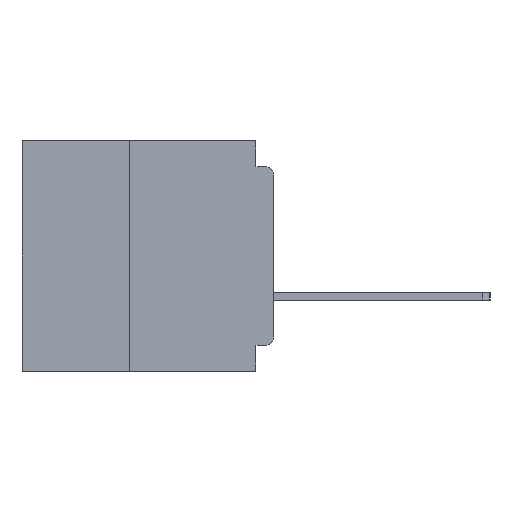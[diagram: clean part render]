
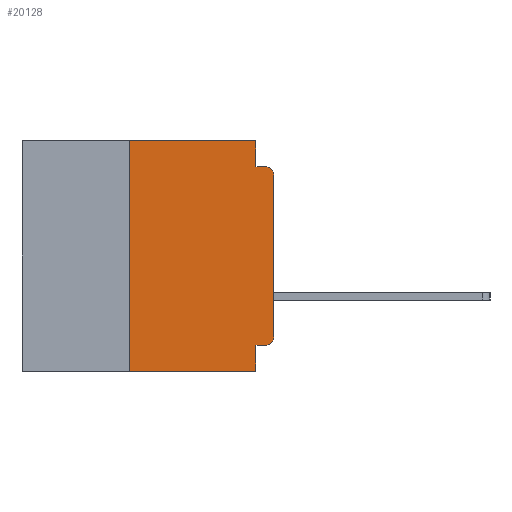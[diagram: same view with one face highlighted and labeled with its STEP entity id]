
A CAD part, left-side view. The second image highlights one B-rep face of the part: STEP entity #20128.
In plain terms, the highlighted planar face has unit normal (-1, 0, 0).
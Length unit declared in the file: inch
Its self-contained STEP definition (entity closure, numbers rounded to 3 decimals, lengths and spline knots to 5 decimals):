
#105 = CARTESIAN_POINT ( 'NONE',  ( 0., 0., 0. ) ) ;
#352 = FACE_OUTER_BOUND ( 'NONE', #16606, .T. ) ;
#453 = DIRECTION ( 'NONE',  ( 1., 0., 0. ) ) ;
#1140 = AXIS2_PLACEMENT_3D ( 'NONE', #28719, #2899, #33045 ) ;
#1624 = VERTEX_POINT ( 'NONE', #11213 ) ;
#2685 = LINE ( 'NONE', #29321, #35730 ) ;
#2817 = CARTESIAN_POINT ( 'NONE',  ( 0., 0.25, -0.4 ) ) ;
#2899 = DIRECTION ( 'NONE',  ( -1., 0., 0. ) ) ;
#2967 = LINE ( 'NONE', #43968, #24546 ) ;
#4555 = ORIENTED_EDGE ( 'NONE', *, *, #40971, .F. ) ;
#4750 = VECTOR ( 'NONE', #54008, 39.37008 ) ;
#6153 = CARTESIAN_POINT ( 'NONE',  ( 0., 0.437, 0. ) ) ;
#6677 = AXIS2_PLACEMENT_3D ( 'NONE', #26294, #453, #30624 ) ;
#8167 = CARTESIAN_POINT ( 'NONE',  ( 0., 0.015, -0.045 ) ) ;
#9151 = VERTEX_POINT ( 'NONE', #40894 ) ;
#10716 = EDGE_CURVE ( 'NONE', #46272, #12153, #20224, .T. ) ;
#10886 = ORIENTED_EDGE ( 'NONE', *, *, #11216, .T. ) ;
#11213 = CARTESIAN_POINT ( 'NONE',  ( 0., 0., -0.06 ) ) ;
#11216 = EDGE_CURVE ( 'NONE', #46272, #42925, #2685, .T. ) ;
#11232 = ORIENTED_EDGE ( 'NONE', *, *, #36895, .F. ) ;
#11624 = CARTESIAN_POINT ( 'NONE',  ( 0., 0., -0.355 ) ) ;
#12153 = VERTEX_POINT ( 'NONE', #28074 ) ;
#12657 = CARTESIAN_POINT ( 'NONE',  ( 0., 0.25, -0.4 ) ) ;
#13906 = LINE ( 'NONE', #6153, #26696 ) ;
#15097 = CARTESIAN_POINT ( 'NONE',  ( 0., 0.015, -0.355 ) ) ;
#15690 = LINE ( 'NONE', #38606, #25786 ) ;
#16606 = EDGE_LOOP ( 'NONE', ( #49564, #32591, #11232, #28332, #17830, #22632, #10886, #4555, #26325, #42636 ) ) ;
#17437 = CARTESIAN_POINT ( 'NONE',  ( 0., 0.031, -0.355 ) ) ;
#17830 = ORIENTED_EDGE ( 'NONE', *, *, #44009, .F. ) ;
#18563 = CARTESIAN_POINT ( 'NONE',  ( 0., 0.015, -0.06 ) ) ;
#19159 = DIRECTION ( 'NONE',  ( 0., -1., 0. ) ) ;
#20128 = ADVANCED_FACE ( 'NONE', ( #352 ), #34752, .F. ) ;
#20224 = LINE ( 'NONE', #12657, #39126 ) ;
#22097 = AXIS2_PLACEMENT_3D ( 'NONE', #18563, #48637, #22871 ) ;
#22632 = ORIENTED_EDGE ( 'NONE', *, *, #10716, .F. ) ;
#22871 = DIRECTION ( 'NONE',  ( 0., 0., -1. ) ) ;
#24007 = CARTESIAN_POINT ( 'NONE',  ( 0., 0.031, -0.4 ) ) ;
#24546 = VECTOR ( 'NONE', #35448, 39.37008 ) ;
#24963 = DIRECTION ( 'NONE',  ( 0., -1., 0. ) ) ;
#25786 = VECTOR ( 'NONE', #55757, 39.37008 ) ;
#25956 = EDGE_CURVE ( 'NONE', #27063, #55430, #49404, .T. ) ;
#26294 = CARTESIAN_POINT ( 'NONE',  ( 0., 0.437, 0. ) ) ;
#26310 = CIRCLE ( 'NONE', #1140, 0.015 ) ;
#26325 = ORIENTED_EDGE ( 'NONE', *, *, #25956, .F. ) ;
#26696 = VECTOR ( 'NONE', #19159, 39.37008 ) ;
#27063 = VERTEX_POINT ( 'NONE', #15097 ) ;
#27422 = CARTESIAN_POINT ( 'NONE',  ( 0., 0., -0.34 ) ) ;
#27644 = LINE ( 'NONE', #24007, #4750 ) ;
#28074 = CARTESIAN_POINT ( 'NONE',  ( 0., 0.25, 0. ) ) ;
#28266 = CARTESIAN_POINT ( 'NONE',  ( 0., 0.031, -0.4 ) ) ;
#28332 = ORIENTED_EDGE ( 'NONE', *, *, #54754, .F. ) ;
#28719 = CARTESIAN_POINT ( 'NONE',  ( 0., 0.015, -0.34 ) ) ;
#29321 = CARTESIAN_POINT ( 'NONE',  ( 0., 0.437, -0.4 ) ) ;
#30624 = DIRECTION ( 'NONE',  ( 0., 0., -1. ) ) ;
#32591 = ORIENTED_EDGE ( 'NONE', *, *, #48202, .T. ) ;
#33045 = DIRECTION ( 'NONE',  ( 0., 0., -1. ) ) ;
#33254 = DIRECTION ( 'NONE',  ( 0., 1., 0. ) ) ;
#34287 = DIRECTION ( 'NONE',  ( 0., 0., 1. ) ) ;
#34752 = PLANE ( 'NONE',  #6677 ) ;
#35448 = DIRECTION ( 'NONE',  ( 0., -1., 0. ) ) ;
#35730 = VECTOR ( 'NONE', #24963, 39.37008 ) ;
#36121 = CIRCLE ( 'NONE', #22097, 0.015 ) ;
#36895 = EDGE_CURVE ( 'NONE', #9151, #45873, #2967, .T. ) ;
#38016 = VECTOR ( 'NONE', #33254, 39.37008 ) ;
#38606 = CARTESIAN_POINT ( 'NONE',  ( 0., 0.031, 0. ) ) ;
#39126 = VECTOR ( 'NONE', #34287, 39.37008 ) ;
#40894 = CARTESIAN_POINT ( 'NONE',  ( 0., 0.031, -0.045 ) ) ;
#40971 = EDGE_CURVE ( 'NONE', #55430, #42925, #27644, .T. ) ;
#41003 = EDGE_CURVE ( 'NONE', #27063, #42218, #26310, .T. ) ;
#41007 = VECTOR ( 'NONE', #43100, 39.37008 ) ;
#42218 = VERTEX_POINT ( 'NONE', #27422 ) ;
#42636 = ORIENTED_EDGE ( 'NONE', *, *, #41003, .T. ) ;
#42925 = VERTEX_POINT ( 'NONE', #28266 ) ;
#43100 = DIRECTION ( 'NONE',  ( 0., 0., 1. ) ) ;
#43725 = LINE ( 'NONE', #105, #41007 ) ;
#43968 = CARTESIAN_POINT ( 'NONE',  ( 0., 0., -0.045 ) ) ;
#44009 = EDGE_CURVE ( 'NONE', #12153, #44066, #13906, .T. ) ;
#44066 = VERTEX_POINT ( 'NONE', #53827 ) ;
#45873 = VERTEX_POINT ( 'NONE', #8167 ) ;
#46272 = VERTEX_POINT ( 'NONE', #2817 ) ;
#47100 = EDGE_CURVE ( 'NONE', #42218, #1624, #43725, .T. ) ;
#48202 = EDGE_CURVE ( 'NONE', #1624, #45873, #36121, .T. ) ;
#48637 = DIRECTION ( 'NONE',  ( -1., 0., 0. ) ) ;
#49404 = LINE ( 'NONE', #11624, #38016 ) ;
#49564 = ORIENTED_EDGE ( 'NONE', *, *, #47100, .T. ) ;
#53827 = CARTESIAN_POINT ( 'NONE',  ( 0., 0.031, 0. ) ) ;
#54008 = DIRECTION ( 'NONE',  ( 0., 0., -1. ) ) ;
#54754 = EDGE_CURVE ( 'NONE', #44066, #9151, #15690, .T. ) ;
#55430 = VERTEX_POINT ( 'NONE', #17437 ) ;
#55757 = DIRECTION ( 'NONE',  ( 0., 0., -1. ) ) ;
